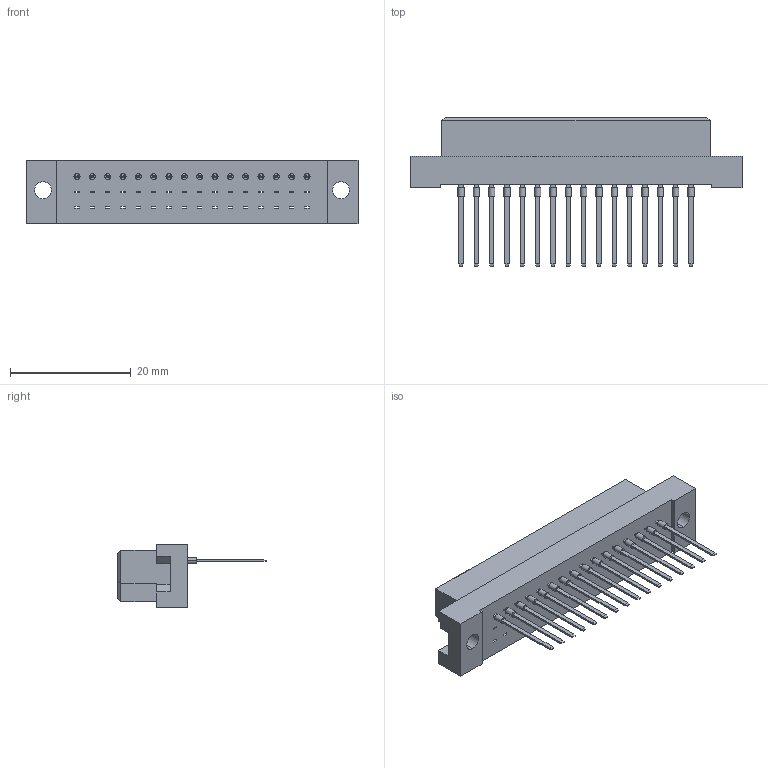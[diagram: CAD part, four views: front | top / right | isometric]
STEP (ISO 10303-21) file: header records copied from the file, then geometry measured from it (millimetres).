
FILE_DESCRIPTION (( 'STEP AP203' ), '1' );
FILE_NAME ('496-116-380-111.STEP', '2019-11-12T12:55:14', ( '' ), ( '' ), 'SwSTEP 2.0', 'SolidWorks 2020', '' );
FILE_SCHEMA (( 'CONFIG_CONTROL_DESIGN' ));
Length unit declared in the file: millimetre
Products named in the file (3): 496-116-380-111; 496 Part_48; 496-290_80
Assembly tree (17 placements, depth 2):
  496-116-380-111
    496 Part_48
    496-290_80  x16
Bounding box: 55 x 24.6 x 10.6 mm (x, y, z)
Volume: 4661.6 mm3; surface area: 4821 mm2
Topology: 17 solids, 17 shells, 954 faces, 2256 edges, 1416 vertices
Faces by surface type: plane 918, cylinder 36
Entity records: 20495 total; most frequent: CARTESIAN_POINT 3446, ORIENTED_EDGE 3372, DIRECTION 3106, EDGE_CURVE 1686, VECTOR 1674, LINE 1674, VERTEX_POINT 1056, EDGE_LOOP 834
